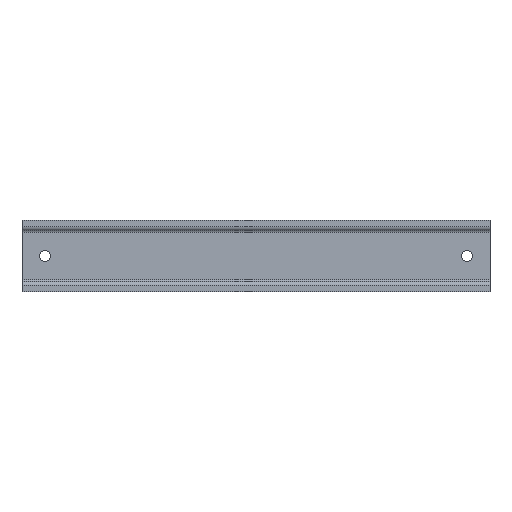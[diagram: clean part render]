
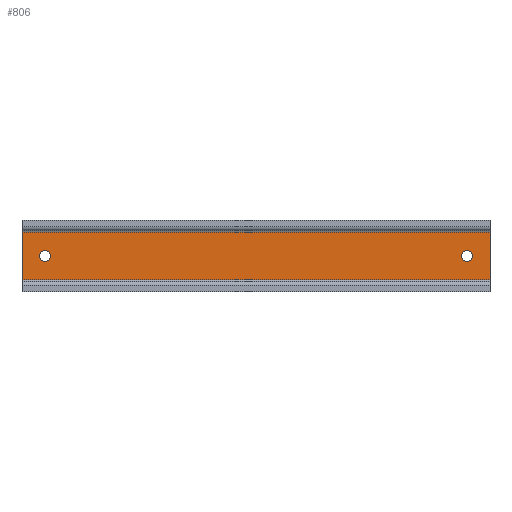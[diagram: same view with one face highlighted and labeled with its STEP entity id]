
A CAD part, top view. The second image highlights one B-rep face of the part: STEP entity #806.
In plain terms, the highlighted planar face has unit normal (0, 0, 1).
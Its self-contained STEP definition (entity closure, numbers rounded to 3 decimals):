
#762=AXIS2_PLACEMENT_3D('Plane Axis2P3D',#759,#760,#761) ;
#772=AXIS2_PLACEMENT_3D('Circle Axis2P3D',#770,#771,$) ;
#781=AXIS2_PLACEMENT_3D('Circle Axis2P3D',#779,#780,$) ;
#790=AXIS2_PLACEMENT_3D('Circle Axis2P3D',#788,#789,$) ;
#799=AXIS2_PLACEMENT_3D('Circle Axis2P3D',#797,#798,$) ;
#120=CARTESIAN_POINT('Vertex',(229.,29.2,1.)) ;
#136=CARTESIAN_POINT('Vertex',(0.,29.2,1.)) ;
#139=CARTESIAN_POINT('Line Origine',(0.,29.2,1.)) ;
#609=CARTESIAN_POINT('Vertex',(229.,5.8,1.)) ;
#612=CARTESIAN_POINT('Line Origine',(0.,5.8,1.)) ;
#616=CARTESIAN_POINT('Vertex',(0.,5.8,1.)) ;
#642=CARTESIAN_POINT('Line Origine',(229.,17.5,1.)) ;
#676=CARTESIAN_POINT('Line Origine',(0.,17.5,1.)) ;
#759=CARTESIAN_POINT('Axis2P3D Location',(0.,29.2,1.)) ;
#770=CARTESIAN_POINT('Axis2P3D Location',(11.25,17.5,1.)) ;
#774=CARTESIAN_POINT('Vertex',(8.5,17.5,1.)) ;
#776=CARTESIAN_POINT('Vertex',(14.,17.5,1.)) ;
#779=CARTESIAN_POINT('Axis2P3D Location',(11.25,17.5,1.)) ;
#788=CARTESIAN_POINT('Axis2P3D Location',(217.75,17.5,1.)) ;
#792=CARTESIAN_POINT('Vertex',(220.5,17.5,1.)) ;
#794=CARTESIAN_POINT('Vertex',(215.,17.5,1.)) ;
#797=CARTESIAN_POINT('Axis2P3D Location',(217.75,17.5,1.)) ;
#140=DIRECTION('Vector Direction',(1.,0.,0.)) ;
#613=DIRECTION('Vector Direction',(1.,0.,0.)) ;
#643=DIRECTION('Vector Direction',(0.,1.,0.)) ;
#677=DIRECTION('Vector Direction',(0.,1.,0.)) ;
#760=DIRECTION('Axis2P3D Direction',(0.,0.,-1.)) ;
#761=DIRECTION('Axis2P3D XDirection',(1.,0.,0.)) ;
#771=DIRECTION('Axis2P3D Direction',(0.,0.,-1.)) ;
#780=DIRECTION('Axis2P3D Direction',(0.,0.,-1.)) ;
#789=DIRECTION('Axis2P3D Direction',(0.,0.,-1.)) ;
#798=DIRECTION('Axis2P3D Direction',(0.,0.,-1.)) ;
#141=VECTOR('Line Direction',#140,1.) ;
#614=VECTOR('Line Direction',#613,1.) ;
#644=VECTOR('Line Direction',#643,1.) ;
#678=VECTOR('Line Direction',#677,1.) ;
#765=ORIENTED_EDGE('',*,*,#646,.T.) ;
#766=ORIENTED_EDGE('',*,*,#143,.F.) ;
#767=ORIENTED_EDGE('',*,*,#680,.F.) ;
#768=ORIENTED_EDGE('',*,*,#618,.T.) ;
#785=ORIENTED_EDGE('',*,*,#778,.F.) ;
#786=ORIENTED_EDGE('',*,*,#783,.F.) ;
#803=ORIENTED_EDGE('',*,*,#796,.F.) ;
#804=ORIENTED_EDGE('',*,*,#801,.F.) ;
#787=FACE_BOUND('',#784,.T.) ;
#805=FACE_BOUND('',#802,.T.) ;
#806=ADVANCED_FACE('NAUO1\\Schnitt-Linear austragen2',(#769,#787,#805),#763,.F.) ;
#773=CIRCLE('generated circle',#772,2.75) ;
#782=CIRCLE('generated circle',#781,2.75) ;
#791=CIRCLE('generated circle',#790,2.75) ;
#800=CIRCLE('generated circle',#799,2.75) ;
#143=EDGE_CURVE('',#137,#121,#142,.T.) ;
#618=EDGE_CURVE('',#617,#610,#615,.T.) ;
#646=EDGE_CURVE('',#610,#121,#645,.T.) ;
#680=EDGE_CURVE('',#617,#137,#679,.T.) ;
#778=EDGE_CURVE('',#775,#777,#773,.F.) ;
#783=EDGE_CURVE('',#777,#775,#782,.F.) ;
#796=EDGE_CURVE('',#793,#795,#791,.F.) ;
#801=EDGE_CURVE('',#795,#793,#800,.F.) ;
#764=EDGE_LOOP('',(#765,#766,#767,#768)) ;
#784=EDGE_LOOP('',(#785,#786)) ;
#802=EDGE_LOOP('',(#803,#804)) ;
#769=FACE_OUTER_BOUND('',#764,.T.) ;
#142=LINE('Line',#139,#141) ;
#615=LINE('Line',#612,#614) ;
#645=LINE('Line',#642,#644) ;
#679=LINE('Line',#676,#678) ;
#763=PLANE('',#762) ;
#121=VERTEX_POINT('',#120) ;
#137=VERTEX_POINT('',#136) ;
#610=VERTEX_POINT('',#609) ;
#617=VERTEX_POINT('',#616) ;
#775=VERTEX_POINT('',#774) ;
#777=VERTEX_POINT('',#776) ;
#793=VERTEX_POINT('',#792) ;
#795=VERTEX_POINT('',#794) ;
